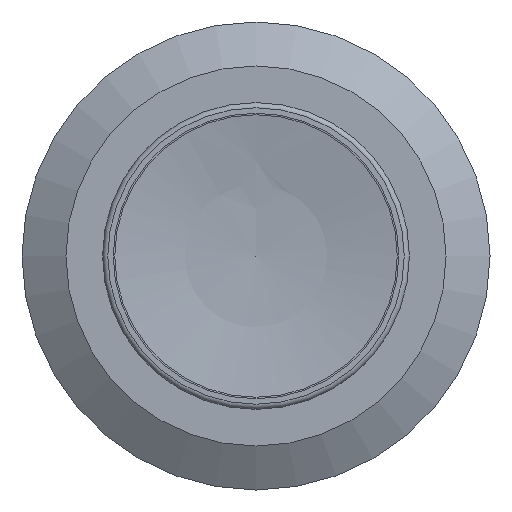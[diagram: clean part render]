
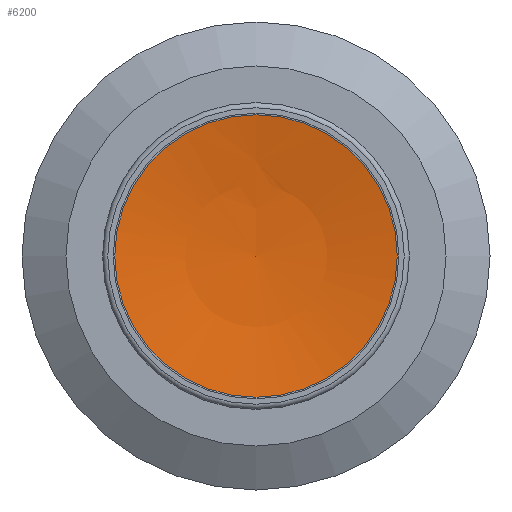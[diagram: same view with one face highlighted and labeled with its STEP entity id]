
A CAD part, left-side view. The second image highlights one B-rep face of the part: STEP entity #6200.
In plain terms, the highlighted spherical face has radius 27.402 mm.
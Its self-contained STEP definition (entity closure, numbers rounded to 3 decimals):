
#25=SPHERICAL_SURFACE('',#6564,27.402);
#389=CIRCLE('',#6562,5.433);
#390=CIRCLE('',#6563,5.433);
#391=CIRCLE('',#6565,27.402);
#728=FACE_OUTER_BOUND('',#1109,.T.);
#1109=EDGE_LOOP('',(#5592,#5593,#5594,#5595));
#2991=VERTEX_POINT('',#10705);
#2992=VERTEX_POINT('',#10707);
#2993=VERTEX_POINT('',#10711);
#3862=EDGE_CURVE('',#2991,#2992,#389,.T.);
#3863=EDGE_CURVE('',#2992,#2991,#390,.T.);
#3864=EDGE_CURVE('',#2993,#2992,#391,.T.);
#5592=ORIENTED_EDGE('',*,*,#3864,.T.);
#5593=ORIENTED_EDGE('',*,*,#3862,.F.);
#5594=ORIENTED_EDGE('',*,*,#3863,.F.);
#5595=ORIENTED_EDGE('',*,*,#3864,.F.);
#6200=ADVANCED_FACE('',(#728),#25,.F.);
#6562=AXIS2_PLACEMENT_3D('',#10708,#7890,#7891);
#6563=AXIS2_PLACEMENT_3D('',#10709,#7892,#7893);
#6564=AXIS2_PLACEMENT_3D('',#10710,#7894,#7895);
#6565=AXIS2_PLACEMENT_3D('',#10712,#7896,#7897);
#7890=DIRECTION('center_axis',(1.,0.,0.));
#7891=DIRECTION('ref_axis',(0.,1.,0.));
#7892=DIRECTION('center_axis',(1.,0.,0.));
#7893=DIRECTION('ref_axis',(0.,1.,0.));
#7894=DIRECTION('center_axis',(-1.,0.,0.));
#7895=DIRECTION('ref_axis',(0.,0.,-1.));
#7896=DIRECTION('center_axis',(0.,-1.,0.));
#7897=DIRECTION('ref_axis',(0.,0.,1.));
#10705=CARTESIAN_POINT('',(-3.394,0.,-5.433));
#10707=CARTESIAN_POINT('',(-3.394,0.,5.433));
#10708=CARTESIAN_POINT('Origin',(-3.394,0.,
0.));
#10709=CARTESIAN_POINT('Origin',(-3.394,0.,
0.));
#10710=CARTESIAN_POINT('Origin',(-30.252,0.,
0.));
#10711=CARTESIAN_POINT('',(-2.85,0.,0.));
#10712=CARTESIAN_POINT('Origin',(-30.252,0.,
0.));
